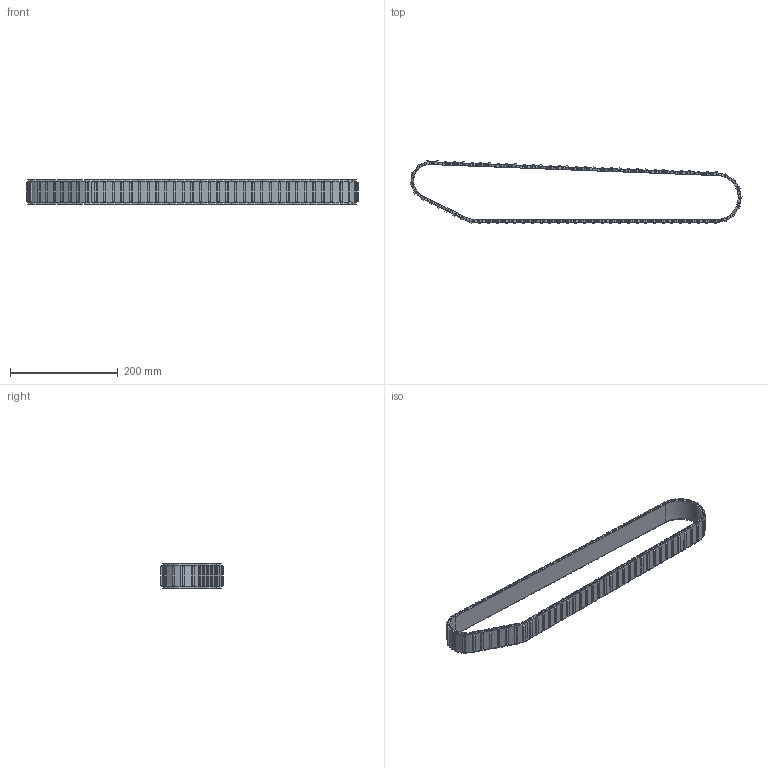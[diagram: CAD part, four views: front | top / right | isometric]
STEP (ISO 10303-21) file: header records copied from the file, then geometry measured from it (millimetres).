
FILE_DESCRIPTION(('FreeCAD Model'),'2;1');
FILE_NAME('Open CASCADE Shape Model','2025-05-07T16:53:31',('FreeCAD'),( 'FreeCAD'),'Open CASCADE STEP processor 7.6','FreeCAD','Unknown');
FILE_SCHEMA(('AUTOMOTIVE_DESIGN { 1 0 10303 214 1 1 1 1 }'));
Products named in the file (1): Open CASCADE STEP translator 7.6 1
Bounding box: 617.61 x 116.47 x 45.88 mm (x, y, z)
Volume: 305709.9 mm3; surface area: 141689.7 mm2
Topology: 1 solids, 1 shells, 1496 faces, 3708 edges, 2472 vertices
Faces by surface type: bspline 1496
Entity records: 41812 total; most frequent: CARTESIAN_POINT 19661, ORIENTED_EDGE 7416, EDGE_CURVE 3708, B_SPLINE_CURVE_WITH_KNOTS 2582, VERTEX_POINT 2472, FACE_BOUND 1756, EDGE_LOOP 1756, ADVANCED_FACE 1496
